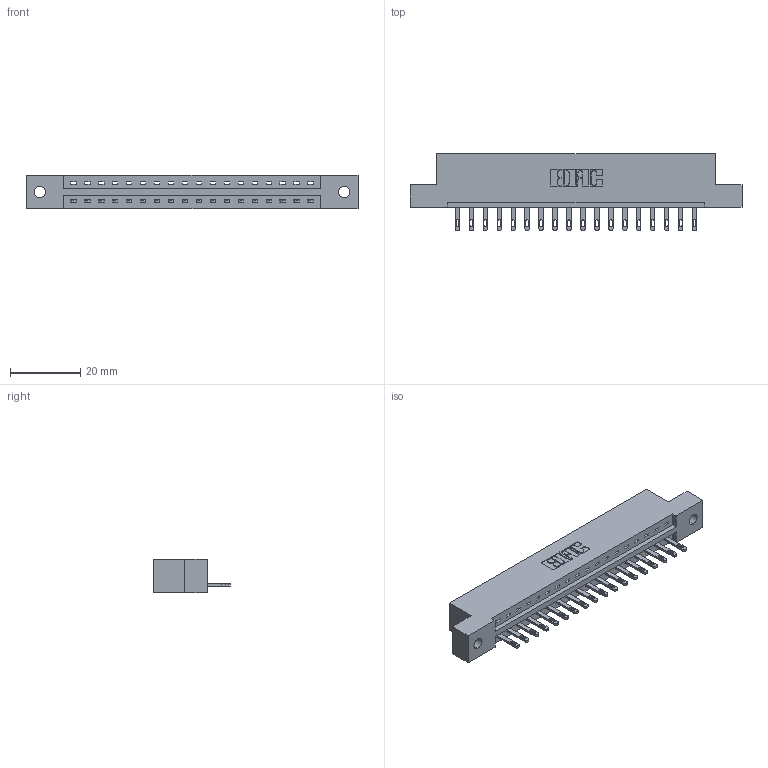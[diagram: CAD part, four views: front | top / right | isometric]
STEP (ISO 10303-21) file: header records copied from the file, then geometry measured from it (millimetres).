
FILE_DESCRIPTION (( 'STEP AP203' ), '1' );
FILE_NAME ('887-018-500-102.STEP', '2020-09-20T17:34:35', ( '' ), ( '' ), 'SwSTEP 2.0', 'SolidWorks 2020', '' );
FILE_SCHEMA (( 'CONFIG_CONTROL_DESIGN' ));
Length unit declared in the file: inch
Products named in the file (3): 887-018-500-102; 837 Part_Flush Mounting Lugs - 0.128 Dia; 345-292-001_345-293-100
Assembly tree (19 placements, depth 2):
  887-018-500-102
    837 Part_Flush Mounting Lugs - 0.128 Dia
    345-292-001_345-293-100  x18
Bounding box: 94.34 x 21.85 x 9.4 mm (x, y, z)
Volume: 9478.7 mm3; surface area: 9433.8 mm2
Topology: 19 solids, 19 shells, 1158 faces, 3551 edges, 2366 vertices
Faces by surface type: plane 790, cylinder 368
Entity records: 16417 total; most frequent: CARTESIAN_POINT 2864, ORIENTED_EDGE 2818, DIRECTION 2461, EDGE_CURVE 1409, LINE 1277, VECTOR 1277, VERTEX_POINT 938, AXIS2_PLACEMENT_3D 592
